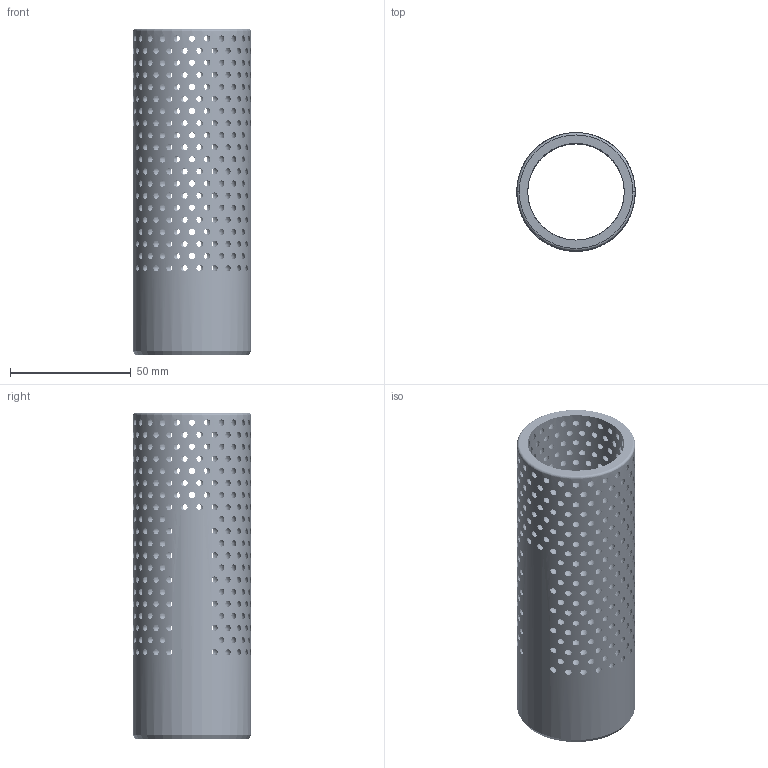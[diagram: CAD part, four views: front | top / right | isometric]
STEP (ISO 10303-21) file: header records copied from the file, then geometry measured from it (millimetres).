
FILE_DESCRIPTION (( 'STEP AP214' ), '1' );
FILE_NAME ('682QM-D40-C135.STEP', '2021-11-04T05:49:17', ( '' ), ( '' ), 'SwSTEP 2.0', 'SolidWorks 2016', '' );
FILE_SCHEMA (( 'AUTOMOTIVE_DESIGN' ));
Products named in the file (2): 682QM-D40-C135
Bounding box: 49 x 49 x 135 mm (x, y, z)
Volume: 54472.2 mm3; surface area: 65534 mm2
Topology: 1 solids, 1 shells, 863 faces, 4724 edges, 3008 vertices
Faces by surface type: sphere 840, plane 11, cylinder 8, cone 2, torus 2
Entity records: 63573 total; most frequent: CARTESIAN_POINT 40885, ORIENTED_EDGE 5248, DIRECTION 3512, EDGE_CURVE 2624, VERTEX_POINT 1748, AXIS2_PLACEMENT_3D 1735, B_SPLINE_CURVE_WITH_KNOTS 1712, EDGE_LOOP 1690
